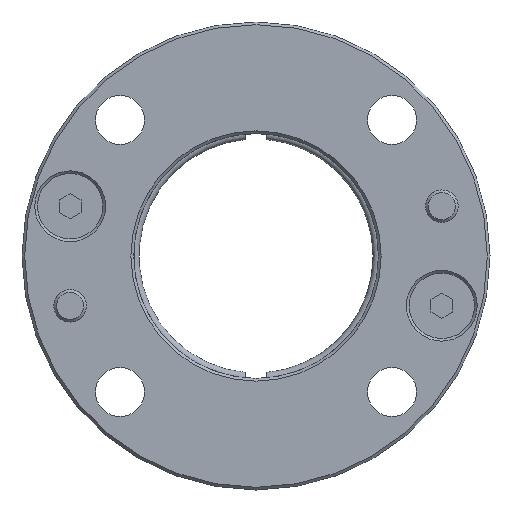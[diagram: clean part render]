
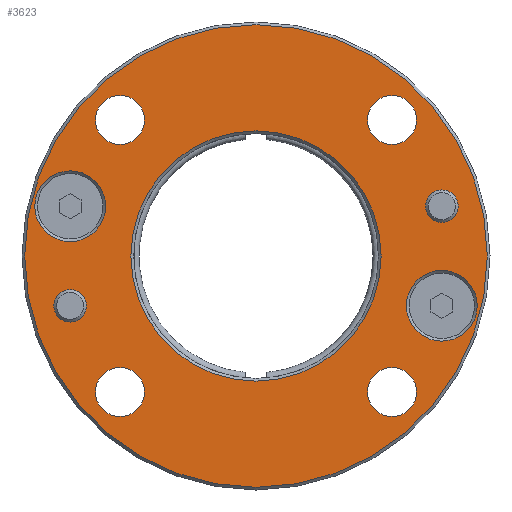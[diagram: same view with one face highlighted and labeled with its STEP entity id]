
A CAD part, front view. The second image highlights one B-rep face of the part: STEP entity #3623.
In plain terms, the highlighted face is planar.
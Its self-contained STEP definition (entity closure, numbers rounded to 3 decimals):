
#242=FACE_BOUND('',#583,.T.);
#243=FACE_BOUND('',#584,.T.);
#244=FACE_BOUND('',#585,.T.);
#245=FACE_BOUND('',#586,.T.);
#246=FACE_BOUND('',#587,.T.);
#247=FACE_BOUND('',#588,.T.);
#248=FACE_BOUND('',#589,.T.);
#249=FACE_BOUND('',#590,.T.);
#250=FACE_BOUND('',#591,.T.);
#278=PLANE('',#3868);
#388=FACE_OUTER_BOUND('',#582,.T.);
#582=EDGE_LOOP('',(#2404));
#583=EDGE_LOOP('',(#2405));
#584=EDGE_LOOP('',(#2406));
#585=EDGE_LOOP('',(#2407));
#586=EDGE_LOOP('',(#2408));
#587=EDGE_LOOP('',(#2409));
#588=EDGE_LOOP('',(#2410));
#589=EDGE_LOOP('',(#2411));
#590=EDGE_LOOP('',(#2412));
#591=EDGE_LOOP('',(#2413));
#1489=CIRCLE('',#3865,6.5);
#1492=CIRCLE('',#3869,42.5);
#1493=CIRCLE('',#3870,6.5);
#1494=CIRCLE('',#3871,3.);
#1495=CIRCLE('',#3872,3.);
#1496=CIRCLE('',#3873,4.5);
#1497=CIRCLE('',#3874,4.5);
#1498=CIRCLE('',#3875,4.5);
#1499=CIRCLE('',#3876,4.5);
#1500=CIRCLE('',#3877,23.);
#1541=VERTEX_POINT('',#4789);
#1544=VERTEX_POINT('',#4797);
#1545=VERTEX_POINT('',#4799);
#1546=VERTEX_POINT('',#4801);
#1547=VERTEX_POINT('',#4803);
#1548=VERTEX_POINT('',#4805);
#1549=VERTEX_POINT('',#4807);
#1550=VERTEX_POINT('',#4809);
#1551=VERTEX_POINT('',#4811);
#1552=VERTEX_POINT('',#4813);
#1884=EDGE_CURVE('',#1541,#1541,#1489,.T.);
#1888=EDGE_CURVE('',#1544,#1544,#1492,.T.);
#1889=EDGE_CURVE('',#1545,#1545,#1493,.T.);
#1890=EDGE_CURVE('',#1546,#1546,#1494,.T.);
#1891=EDGE_CURVE('',#1547,#1547,#1495,.T.);
#1892=EDGE_CURVE('',#1548,#1548,#1496,.T.);
#1893=EDGE_CURVE('',#1549,#1549,#1497,.T.);
#1894=EDGE_CURVE('',#1550,#1550,#1498,.T.);
#1895=EDGE_CURVE('',#1551,#1551,#1499,.T.);
#1896=EDGE_CURVE('',#1552,#1552,#1500,.T.);
#2404=ORIENTED_EDGE('',*,*,#1888,.F.);
#2405=ORIENTED_EDGE('',*,*,#1889,.F.);
#2406=ORIENTED_EDGE('',*,*,#1890,.T.);
#2407=ORIENTED_EDGE('',*,*,#1891,.T.);
#2408=ORIENTED_EDGE('',*,*,#1892,.T.);
#2409=ORIENTED_EDGE('',*,*,#1893,.T.);
#2410=ORIENTED_EDGE('',*,*,#1894,.T.);
#2411=ORIENTED_EDGE('',*,*,#1895,.T.);
#2412=ORIENTED_EDGE('',*,*,#1896,.F.);
#2413=ORIENTED_EDGE('',*,*,#1884,.F.);
#3623=ADVANCED_FACE('',(#388,#242,#243,#244,#245,#246,#247,#248,#249,#250),
#278,.T.);
#3865=AXIS2_PLACEMENT_3D('',#4790,#4063,#4064);
#3868=AXIS2_PLACEMENT_3D('',#4796,#4070,#4071);
#3869=AXIS2_PLACEMENT_3D('',#4798,#4072,#4073);
#3870=AXIS2_PLACEMENT_3D('',#4800,#4074,#4075);
#3871=AXIS2_PLACEMENT_3D('',#4802,#4076,#4077);
#3872=AXIS2_PLACEMENT_3D('',#4804,#4078,#4079);
#3873=AXIS2_PLACEMENT_3D('',#4806,#4080,#4081);
#3874=AXIS2_PLACEMENT_3D('',#4808,#4082,#4083);
#3875=AXIS2_PLACEMENT_3D('',#4810,#4084,#4085);
#3876=AXIS2_PLACEMENT_3D('',#4812,#4086,#4087);
#3877=AXIS2_PLACEMENT_3D('',#4814,#4088,#4089);
#4063=DIRECTION('center_axis',(0.,1.,0.));
#4064=DIRECTION('ref_axis',(-1.,0.,0.));
#4070=DIRECTION('center_axis',(0.,1.,0.));
#4071=DIRECTION('ref_axis',(0.,0.,1.));
#4072=DIRECTION('center_axis',(0.,-1.,0.));
#4073=DIRECTION('ref_axis',(1.,0.,0.));
#4074=DIRECTION('center_axis',(0.,1.,0.));
#4075=DIRECTION('ref_axis',(-1.,0.,0.));
#4076=DIRECTION('center_axis',(0.,-1.,0.));
#4077=DIRECTION('ref_axis',(1.,0.,0.));
#4078=DIRECTION('center_axis',(0.,-1.,0.));
#4079=DIRECTION('ref_axis',(1.,0.,0.));
#4080=DIRECTION('center_axis',(0.,-1.,0.));
#4081=DIRECTION('ref_axis',(-1.,0.,0.));
#4082=DIRECTION('center_axis',(0.,-1.,0.));
#4083=DIRECTION('ref_axis',(-1.,0.,0.));
#4084=DIRECTION('center_axis',(0.,-1.,0.));
#4085=DIRECTION('ref_axis',(-1.,0.,0.));
#4086=DIRECTION('center_axis',(0.,-1.,0.));
#4087=DIRECTION('ref_axis',(-1.,0.,0.));
#4088=DIRECTION('center_axis',(0.,1.,0.));
#4089=DIRECTION('ref_axis',(1.,0.,0.));
#4789=CARTESIAN_POINT('',(40.645,9.,9.149));
#4790=CARTESIAN_POINT('Origin',(34.145,9.,9.149));
#4796=CARTESIAN_POINT('Origin',(-32.75,9.,0.));
#4797=CARTESIAN_POINT('',(-42.5,9.,0.));
#4798=CARTESIAN_POINT('Origin',(0.,9.,0.));
#4799=CARTESIAN_POINT('',(-27.645,9.,-9.149));
#4800=CARTESIAN_POINT('Origin',(-34.145,9.,-9.149));
#4801=CARTESIAN_POINT('',(31.145,9.,-9.149));
#4802=CARTESIAN_POINT('Origin',(34.145,9.,-9.149));
#4803=CARTESIAN_POINT('',(-37.145,9.,9.149));
#4804=CARTESIAN_POINT('Origin',(-34.145,9.,9.149));
#4805=CARTESIAN_POINT('',(-20.496,9.,-24.996));
#4806=CARTESIAN_POINT('Origin',(-24.996,9.,-24.996));
#4807=CARTESIAN_POINT('',(29.496,9.,-24.996));
#4808=CARTESIAN_POINT('Origin',(24.996,9.,-24.996));
#4809=CARTESIAN_POINT('',(-20.496,9.,24.996));
#4810=CARTESIAN_POINT('Origin',(-24.996,9.,24.996));
#4811=CARTESIAN_POINT('',(29.496,9.,24.996));
#4812=CARTESIAN_POINT('Origin',(24.996,9.,24.996));
#4813=CARTESIAN_POINT('',(-23.,9.,0.));
#4814=CARTESIAN_POINT('Origin',(0.,9.,0.));
